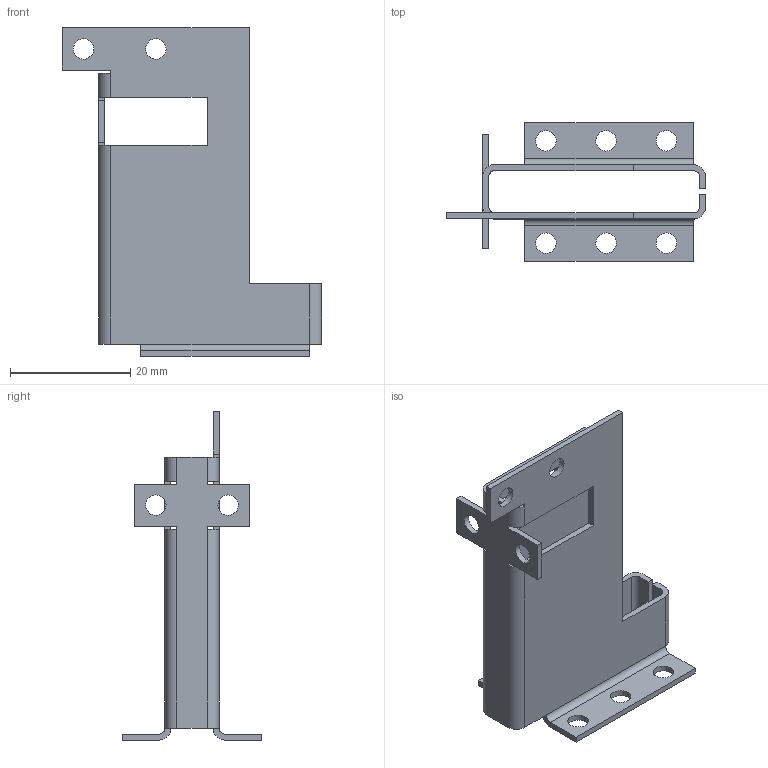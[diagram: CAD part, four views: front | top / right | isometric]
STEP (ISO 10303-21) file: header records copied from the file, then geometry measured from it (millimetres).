
FILE_DESCRIPTION(('CATIA V5 STEP Exchange'),'2;1');
FILE_NAME('HPPM_OS_Cablerun.stp','2018-01-11T21:56:20+00:00',('none'),('none'),'Version 5-6 Release 2012','CATIA V5 STEP AP203','none');
FILE_SCHEMA(('CONFIG_CONTROL_DESIGN'));
Length unit declared in the file: millimetre
Products named in the file (1): HPPM_OS_Cablerun
Bounding box: 43 x 23 x 54.5 mm (x, y, z)
Volume: 3204.1 mm3; surface area: 6971.8 mm2
Topology: 1 solids, 1 shells, 86 faces, 242 edges, 154 vertices
Faces by surface type: plane 50, cylinder 36
Entity records: 2625 total; most frequent: ORIENTED_EDGE 484, CARTESIAN_POINT 452, DIRECTION 352, EDGE_CURVE 242, VECTOR 170, LINE 170, VERTEX_POINT 154, AXIS2_PLACEMENT_3D 128
